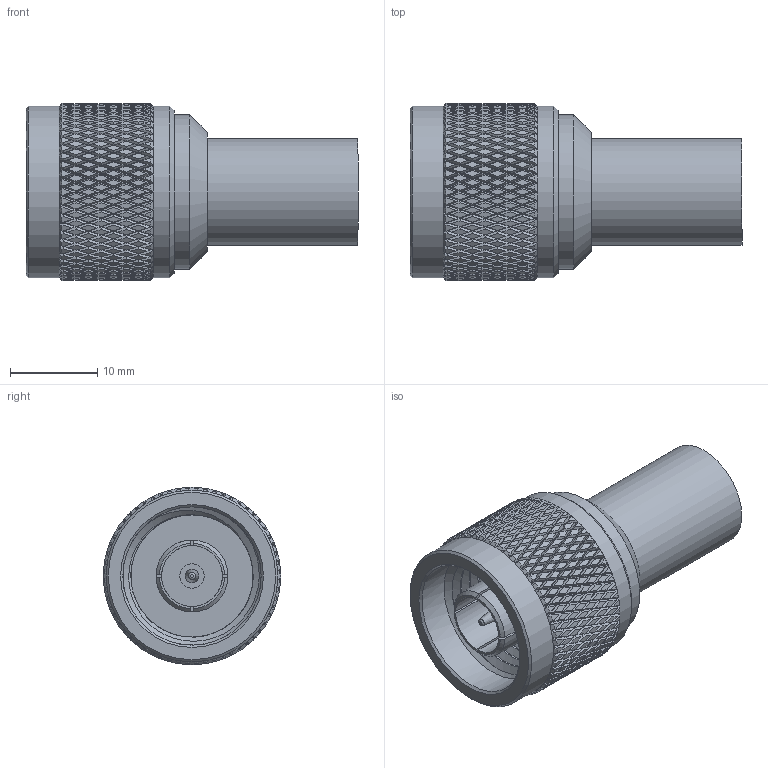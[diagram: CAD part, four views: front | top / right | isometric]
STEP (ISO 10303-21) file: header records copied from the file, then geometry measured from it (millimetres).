
FILE_DESCRIPTION (( 'STEP AP203' ), '1' );
FILE_NAME ('PE4550 ¦ SC9116.step', '2020-04-01T21:23:28', ( '' ), ( '' ), 'SwSTEP 2.0', 'SolidWorks 2018', '' );
FILE_SCHEMA (( 'CONFIG_CONTROL_DESIGN' ));
Products named in the file (1): PE4550 ｦ SC9116
Bounding box: 38.1 x 20.32 x 20.32 mm (x, y, z)
Volume: 5176 mm3; surface area: 4975.5 mm2
Topology: 2 solids, 2 shells, 2701 faces, 5662 edges, 2972 vertices
Faces by surface type: bspline 2163, cylinder 497, plane 27, cone 13, torus 1
Full cylindrical faces by diameter (mm): 1.524 x1, 2.794 x1, 6.985 x1, 7.493 x1, 8.255 x1, 8.992 x1, 10.592 x1, 12.243 x1, 15.875 x5, 17.78 x1, 19.715 x2
Entity records: 102489 total; most frequent: CARTESIAN_POINT 68995, ORIENTED_EDGE 11240, EDGE_CURVE 5620, VERTEX_POINT 2956, EDGE_LOOP 2726, FACE_OUTER_BOUND 2709, ADVANCED_FACE 2696, B_SPLINE_CURVE_WITH_KNOTS 2534
